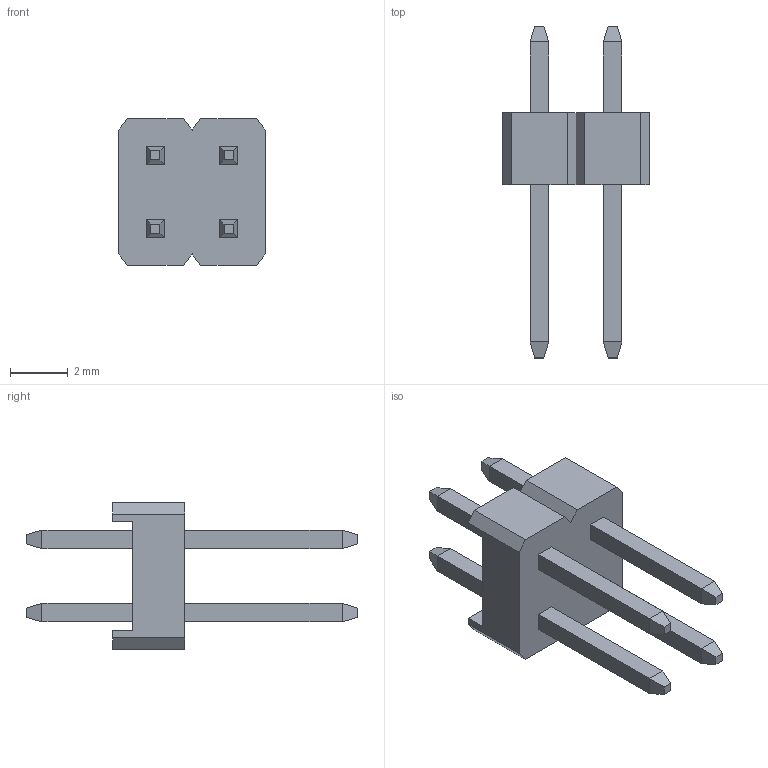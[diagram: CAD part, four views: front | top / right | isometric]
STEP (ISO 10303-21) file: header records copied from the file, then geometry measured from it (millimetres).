
FILE_DESCRIPTION(('STEP AP214'),'1');
FILE_NAME('pin_header_awl254-dg-g04d.stp','2017-04-01T02:28:47',('TraceParts'),('TraceParts S.A.'),'Spatial InterOp 3D',' ',' ');
FILE_SCHEMA(('automotive_design'));
Length unit declared in the file: millimetre
Products named in the file (1): pin_header_awl254-dg-g04d
Bounding box: 5.08 x 11.5 x 5.08 mm (x, y, z)
Volume: 65 mm3; surface area: 197.6 mm2
Topology: 1 solids, 1 shells, 92 faces, 214 edges, 132 vertices
Faces by surface type: plane 92
Entity records: 3274 total; most frequent: CARTESIAN_POINT 439, ORIENTED_EDGE 428, DIRECTION 400, EDGE_CURVE 214, LINE 214, VECTOR 214, VERTEX_POINT 132, EDGE_LOOP 100
